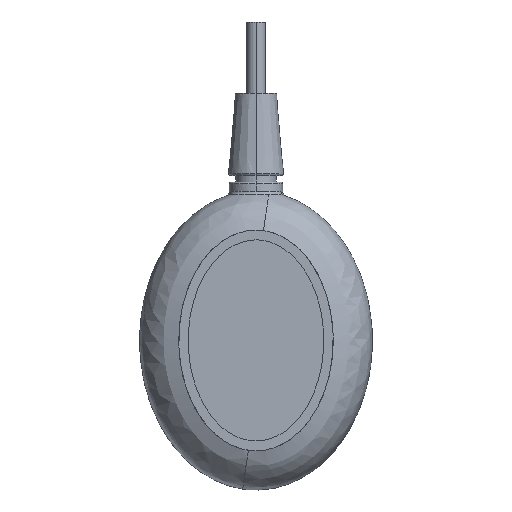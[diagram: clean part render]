
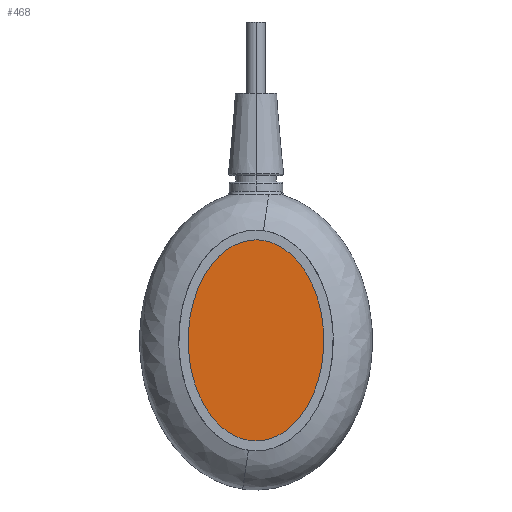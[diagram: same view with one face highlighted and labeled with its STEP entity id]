
A CAD part, top view. The second image highlights one B-rep face of the part: STEP entity #468.
In plain terms, the highlighted planar face has unit normal (0, 0, 1).
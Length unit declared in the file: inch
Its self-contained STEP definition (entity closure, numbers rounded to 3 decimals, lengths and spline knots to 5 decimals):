
#249 = CARTESIAN_POINT ( 'NONE',  ( 1.9062, -2.0625, 0.825 ) ) ;
#265 = AXIS2_PLACEMENT_3D ( 'NONE', #2735, #2751, #1462 ) ;
#294 = CARTESIAN_POINT ( 'NONE',  ( 0., -2.0625, 0.825 ) ) ;
#413 = CARTESIAN_POINT ( 'NONE',  ( 0., -4.8875, 0.825 ) ) ;
#462 = FACE_OUTER_BOUND ( 'NONE', #1667, .T. ) ;
#468 = ADVANCED_FACE ( 'NONE', ( #462 ), #2524, .T. ) ;
#531 = CARTESIAN_POINT ( 'NONE',  ( -1.9062, -2.0625, 0.825 ) ) ;
#790 =( BOUNDED_CURVE ( )  B_SPLINE_CURVE ( 3, ( #294, #531, #1214, #2728 ),
 .UNSPECIFIED., .F., .T. ) 
 B_SPLINE_CURVE_WITH_KNOTS ( ( 4, 4 ),
 ( 0., 3.14159 ),
 .UNSPECIFIED. ) 
 CURVE ( )  GEOMETRIC_REPRESENTATION_ITEM ( )  RATIONAL_B_SPLINE_CURVE ( ( 1., 0.333, 0.333, 1. ) ) 
 REPRESENTATION_ITEM ( '' )  );
#922 = CARTESIAN_POINT ( 'NONE',  ( 0., -4.8875, 0.825 ) ) ;
#1214 = CARTESIAN_POINT ( 'NONE',  ( -1.9062, -4.8875, 0.825 ) ) ;
#1415 =( BOUNDED_CURVE ( )  B_SPLINE_CURVE ( 3, ( #922, #1600, #249, #1816 ),
 .UNSPECIFIED., .F., .F. ) 
 B_SPLINE_CURVE_WITH_KNOTS ( ( 4, 4 ),
 ( 3.14159, 6.28319 ),
 .UNSPECIFIED. ) 
 CURVE ( )  GEOMETRIC_REPRESENTATION_ITEM ( )  RATIONAL_B_SPLINE_CURVE ( ( 1., 0.333, 0.333, 1. ) ) 
 REPRESENTATION_ITEM ( '' )  );
#1462 = DIRECTION ( 'NONE',  ( 1., 0., 0. ) ) ;
#1479 = ORIENTED_EDGE ( 'NONE', *, *, #2502, .T. ) ;
#1527 = VERTEX_POINT ( 'NONE', #413 ) ;
#1600 = CARTESIAN_POINT ( 'NONE',  ( 1.9062, -4.8875, 0.825 ) ) ;
#1667 = EDGE_LOOP ( 'NONE', ( #2484, #1479 ) ) ;
#1764 = EDGE_CURVE ( 'NONE', #2120, #1527, #790, .T. ) ;
#1816 = CARTESIAN_POINT ( 'NONE',  ( 0., -2.0625, 0.825 ) ) ;
#2120 = VERTEX_POINT ( 'NONE', #2803 ) ;
#2484 = ORIENTED_EDGE ( 'NONE', *, *, #1764, .T. ) ;
#2502 = EDGE_CURVE ( 'NONE', #1527, #2120, #1415, .T. ) ;
#2524 = PLANE ( 'NONE',  #265 ) ;
#2728 = CARTESIAN_POINT ( 'NONE',  ( 0., -4.8875, 0.825 ) ) ;
#2735 = CARTESIAN_POINT ( 'NONE',  ( 0., 0., 0.825 ) ) ;
#2751 = DIRECTION ( 'NONE',  ( 0., 0., 1. ) ) ;
#2803 = CARTESIAN_POINT ( 'NONE',  ( 0., -2.0625, 0.825 ) ) ;
